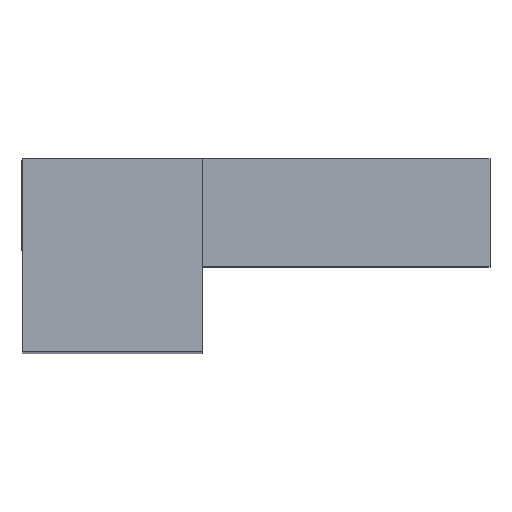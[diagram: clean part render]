
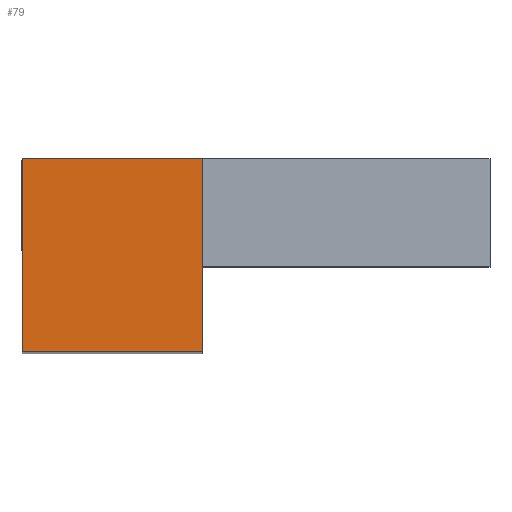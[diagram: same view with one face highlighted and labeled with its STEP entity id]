
A CAD part, top view. The second image highlights one B-rep face of the part: STEP entity #79.
In plain terms, the highlighted planar face has unit normal (0, 0, 1).
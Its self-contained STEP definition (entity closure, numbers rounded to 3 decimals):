
#56=FACE_OUTER_BOUND('',#157,.T.);
#79=ADVANCED_FACE('',(#56),#103,.T.);
#103=PLANE('',#597);
#157=EDGE_LOOP('',(#383,#384,#385,#386));
#182=LINE('',#785,#234);
#195=LINE('',#832,#247);
#205=LINE('',#857,#257);
#209=LINE('',#866,#261);
#234=VECTOR('',#627,1.);
#247=VECTOR('',#662,1.);
#257=VECTOR('',#682,1.);
#261=VECTOR('',#694,1.);
#383=ORIENTED_EDGE('',*,*,#505,.T.);
#384=ORIENTED_EDGE('',*,*,#523,.T.);
#385=ORIENTED_EDGE('',*,*,#482,.T.);
#386=ORIENTED_EDGE('',*,*,#518,.T.);
#432=VERTEX_POINT('',#784);
#433=VERTEX_POINT('',#786);
#454=VERTEX_POINT('',#830);
#456=VERTEX_POINT('',#833);
#482=EDGE_CURVE('',#433,#432,#182,.T.);
#505=EDGE_CURVE('',#456,#454,#195,.T.);
#518=EDGE_CURVE('',#432,#456,#205,.T.);
#523=EDGE_CURVE('',#454,#433,#209,.T.);
#597=AXIS2_PLACEMENT_3D('',#891,#727,#728);
#627=DIRECTION('',(0.,1.,0.));
#662=DIRECTION('',(0.,-1.,0.));
#682=DIRECTION('',(-1.,0.,0.));
#694=DIRECTION('',(1.,0.,0.));
#727=DIRECTION('',(0.,0.,1.));
#728=DIRECTION('',(1.,0.,0.));
#784=CARTESIAN_POINT('',(8.386,5.,10.));
#785=CARTESIAN_POINT('',(8.386,-4.,10.));
#786=CARTESIAN_POINT('',(8.386,-4.,10.));
#830=CARTESIAN_POINT('',(0.,-4.,10.));
#832=CARTESIAN_POINT('',(0.,5.,10.));
#833=CARTESIAN_POINT('',(0.,5.,10.));
#857=CARTESIAN_POINT('',(8.386,5.,10.));
#866=CARTESIAN_POINT('',(0.,-4.,10.));
#891=CARTESIAN_POINT('',(0.,0.,10.));
